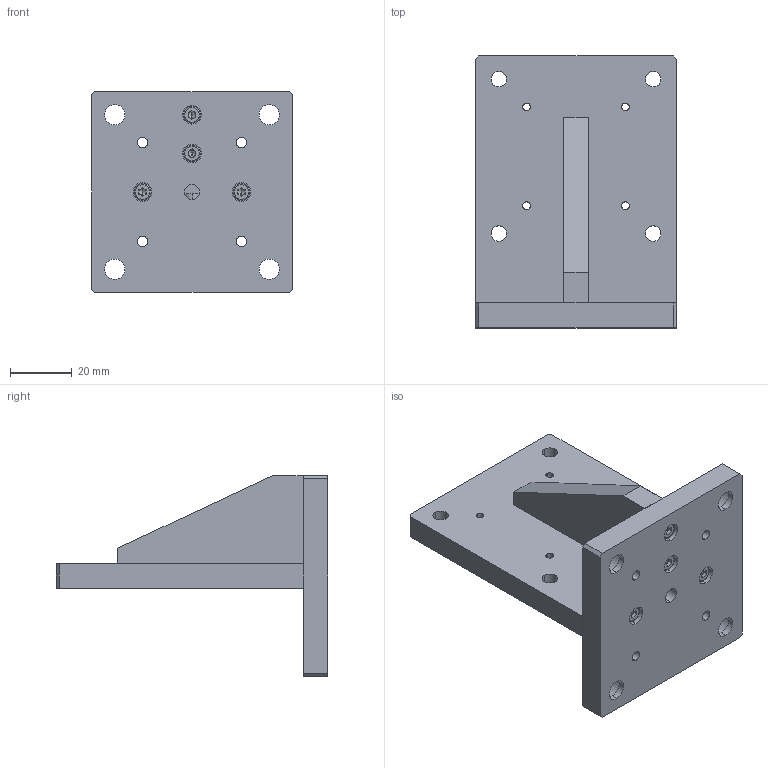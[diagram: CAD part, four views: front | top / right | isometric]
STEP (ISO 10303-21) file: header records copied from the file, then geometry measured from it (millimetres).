
FILE_DESCRIPTION (( 'STEP AP203' ), '1' );
FILE_NAME ('PHOB-A65.step', '2019-05-08T10:21:37', ( '' ), ( '' ), 'SwSTEP 2.0', 'SolidWorks 2017', '' );
FILE_SCHEMA (( 'CONFIG_CONTROL_DESIGN' ));
Length unit declared in the file: millimetre
Products named in the file (1): PHOB-A65
Bounding box: 65 x 88 x 65 mm (x, y, z)
Surface area: 27668 mm2 (no closed solid volume)
Topology: 0 solids, 15 shells, 181 faces, 778 edges, 592 vertices
Faces by surface type: plane 95, cylinder 62, cone 12, torus 12
Entity records: 8035 total; most frequent: CARTESIAN_POINT 1540, DIRECTION 1338, ORIENTED_EDGE 1130, EDGE_CURVE 766, VERTEX_POINT 592, LINE 558, VECTOR 558, AXIS2_PLACEMENT_3D 390
